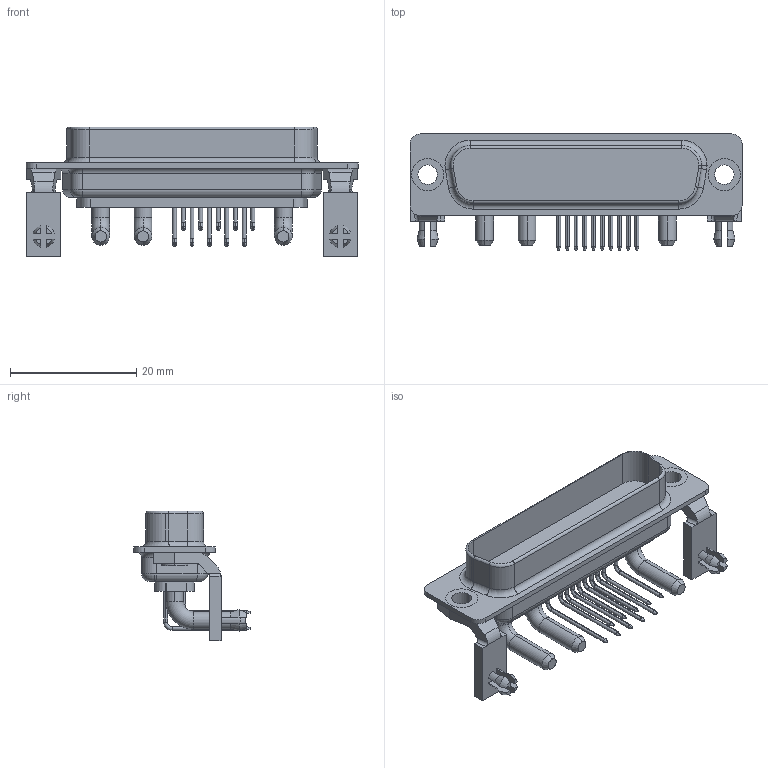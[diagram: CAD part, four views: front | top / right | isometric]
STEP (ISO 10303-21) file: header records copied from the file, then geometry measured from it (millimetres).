
FILE_DESCRIPTION (( 'STEP AP214' ), '1' );
FILE_NAME ('DB13W3P500H40LF.STEP', '2022-03-23T19:09:23', ( '' ), ( '' ), 'SwSTEP 2.0', 'SolidWorks 2017', '' );
FILE_SCHEMA (( 'AUTOMOTIVE_DESIGN' ));
Length unit declared in the file: millimetre
Products named in the file (4): FRONT acc_Blank; PCB acc_H; D-sub-pin-auto Body_13W3; DB13W3P500H40LF
Assembly tree (5 placements, depth 2):
  DB13W3P500H40LF
    D-sub-pin-auto Body_13W3
    PCB acc_H  x2
    FRONT acc_Blank  x2
Bounding box: 52.65 x 18.41 x 20.6 mm (x, y, z)
Volume: 3702.7 mm3; surface area: 5644.8 mm2
Topology: 19 solids, 19 shells, 366 faces, 831 edges, 520 vertices
Faces by surface type: cylinder 150, plane 127, torus 47, cone 42
Entity records: 8894 total; most frequent: DIRECTION 1644, CARTESIAN_POINT 1521, ORIENTED_EDGE 1370, EDGE_CURVE 685, AXIS2_PLACEMENT_3D 673, VERTEX_POINT 424, CIRCLE 359, EDGE_LOOP 327
